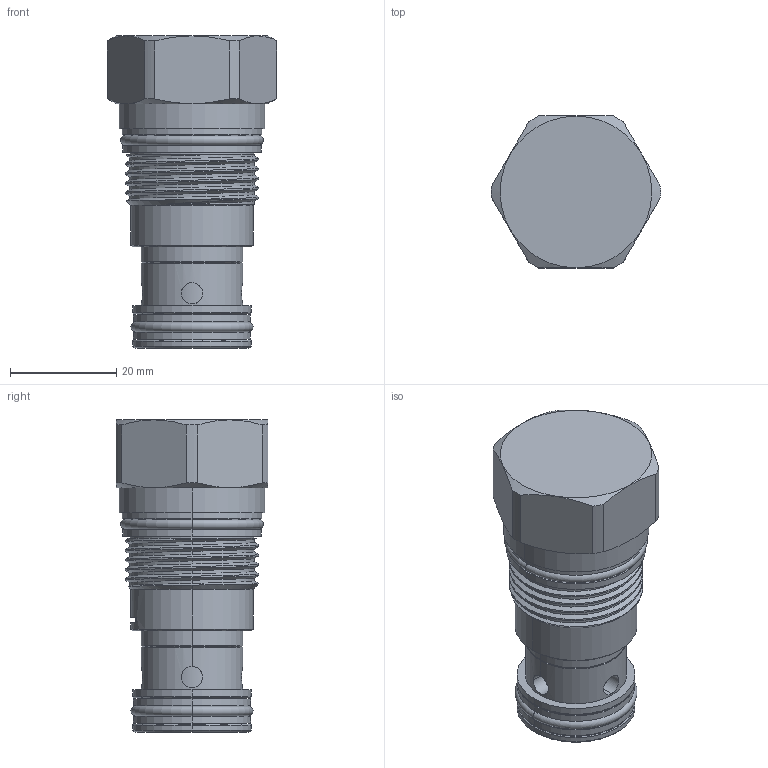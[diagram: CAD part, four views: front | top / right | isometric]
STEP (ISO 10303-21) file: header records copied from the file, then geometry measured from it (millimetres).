
FILE_DESCRIPTION (( 'STEP AP203' ), '1' );
FILE_NAME ('FR5A2F-N.STEP', '2016-05-24T01:11:07', ( '' ), ( '' ), 'SwSTEP 2.0', 'SolidWorks 2012', '' );
FILE_SCHEMA (( 'CONFIG_CONTROL_DESIGN' ));
Length unit declared in the file: millimetre
Products named in the file (1): FR5A2F-N
Bounding box: 31.8 x 28.57 x 58.74 mm (x, y, z)
Volume: 27484.1 mm3; surface area: 8499.2 mm2
Topology: 3 solids, 5 shells, 188 faces, 437 edges, 279 vertices
Faces by surface type: cylinder 111, plane 37, cone 24, torus 14, bspline 2
Entity records: 7072 total; most frequent: CARTESIAN_POINT 2723, DIRECTION 929, ORIENTED_EDGE 874, EDGE_CURVE 437, AXIS2_PLACEMENT_3D 393, VERTEX_POINT 279, EDGE_LOOP 218, CIRCLE 206
